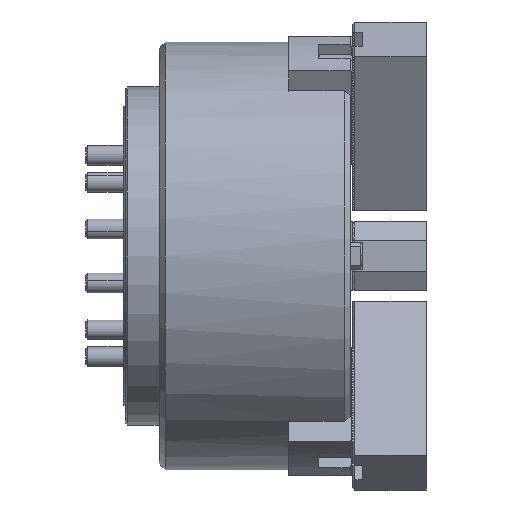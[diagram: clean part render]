
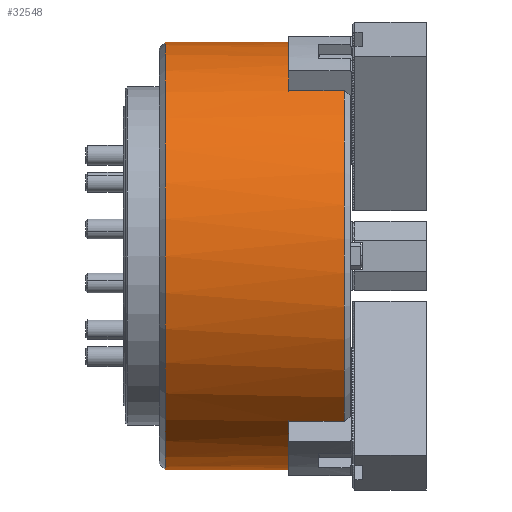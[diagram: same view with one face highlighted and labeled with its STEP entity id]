
A CAD part, front view. The second image highlights one B-rep face of the part: STEP entity #32548.
In plain terms, the highlighted cylindrical face has radius 107.5 mm (diameter 215 mm), a partial arc.
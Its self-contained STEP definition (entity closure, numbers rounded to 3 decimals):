
#454 = VERTEX_POINT ( 'NONE', #12069 ) ;
#1415 = CARTESIAN_POINT ( 'NONE',  ( 0., 0., 0. ) ) ;
#1763 = CARTESIAN_POINT ( 'NONE',  ( -93., 0., -107.5 ) ) ;
#2571 = CIRCLE ( 'NONE', #13307, 107.5 ) ;
#3343 = CIRCLE ( 'NONE', #23466, 107.5 ) ;
#3482 = VERTEX_POINT ( 'NONE', #17430 ) ;
#3692 = CARTESIAN_POINT ( 'NONE',  ( -3., 0., -107.5 ) ) ;
#4401 = EDGE_CURVE ( 'NONE', #454, #30853, #29853, .T. ) ;
#4962 = CARTESIAN_POINT ( 'NONE',  ( -31., -68.188, -83.106 ) ) ;
#5652 = VECTOR ( 'NONE', #18449, 1000. ) ;
#5776 = VECTOR ( 'NONE', #23708, 1000. ) ;
#5840 = VERTEX_POINT ( 'NONE', #17883 ) ;
#6747 = VERTEX_POINT ( 'NONE', #22964 ) ;
#6927 = CARTESIAN_POINT ( 'NONE',  ( -31., 0., 0. ) ) ;
#7492 = ORIENTED_EDGE ( 'NONE', *, *, #28775, .T. ) ;
#7977 = EDGE_CURVE ( 'NONE', #30853, #30164, #22876, .T. ) ;
#8063 = CARTESIAN_POINT ( 'NONE',  ( 0., -37.878, 100.606 ) ) ;
#8190 = DIRECTION ( 'NONE',  ( -1., 0., 0. ) ) ;
#8225 = EDGE_CURVE ( 'NONE', #3482, #30292, #40299, .T. ) ;
#9251 = LINE ( 'NONE', #13568, #15819 ) ;
#10200 = DIRECTION ( 'NONE',  ( 0., 1., 0. ) ) ;
#10397 = ORIENTED_EDGE ( 'NONE', *, *, #15404, .T. ) ;
#10562 = AXIS2_PLACEMENT_3D ( 'NONE', #27435, #27374, #27327 ) ;
#11048 = DIRECTION ( 'NONE',  ( 1., 0., 0. ) ) ;
#11216 = CARTESIAN_POINT ( 'NONE',  ( 0., -68.188, 83.106 ) ) ;
#11365 = CARTESIAN_POINT ( 'NONE',  ( 0., 0., -107.5 ) ) ;
#11673 = VECTOR ( 'NONE', #30542, 1000. ) ;
#11727 = ORIENTED_EDGE ( 'NONE', *, *, #29677, .F. ) ;
#11799 = CARTESIAN_POINT ( 'NONE',  ( -3., 0., 0. ) ) ;
#12069 = CARTESIAN_POINT ( 'NONE',  ( -31., -37.878, -100.606 ) ) ;
#12229 = FACE_OUTER_BOUND ( 'NONE', #23332, .T. ) ;
#13307 = AXIS2_PLACEMENT_3D ( 'NONE', #27463, #8190, #30669 ) ;
#13476 = CARTESIAN_POINT ( 'NONE',  ( -3., -68.188, 83.106 ) ) ;
#13568 = CARTESIAN_POINT ( 'NONE',  ( 0., 0., 107.5 ) ) ;
#14016 = EDGE_CURVE ( 'NONE', #32218, #6747, #37880, .T. ) ;
#14342 = LINE ( 'NONE', #11216, #37845 ) ;
#15032 = DIRECTION ( 'NONE',  ( 0., 0., -1. ) ) ;
#15404 = EDGE_CURVE ( 'NONE', #6747, #454, #16197, .T. ) ;
#15819 = VECTOR ( 'NONE', #39171, 1000. ) ;
#16197 = LINE ( 'NONE', #37624, #5652 ) ;
#16391 = EDGE_CURVE ( 'NONE', #30292, #32218, #36085, .T. ) ;
#16700 = EDGE_CURVE ( 'NONE', #30164, #29085, #21097, .T. ) ;
#17005 = ORIENTED_EDGE ( 'NONE', *, *, #40816, .T. ) ;
#17313 = CARTESIAN_POINT ( 'NONE',  ( -3., 0., 0. ) ) ;
#17430 = CARTESIAN_POINT ( 'NONE',  ( -93., 0., 107.5 ) ) ;
#17519 = DIRECTION ( 'NONE',  ( 0., 0., -1. ) ) ;
#17883 = CARTESIAN_POINT ( 'NONE',  ( -3., 0., 107.5 ) ) ;
#18449 = DIRECTION ( 'NONE',  ( -1., 0., 0. ) ) ;
#18497 = ORIENTED_EDGE ( 'NONE', *, *, #4401, .T. ) ;
#18666 = DIRECTION ( 'NONE',  ( 1., 0., 0. ) ) ;
#18780 = EDGE_CURVE ( 'NONE', #40815, #5840, #2571, .T. ) ;
#19200 = LINE ( 'NONE', #8063, #11673 ) ;
#20014 = EDGE_CURVE ( 'NONE', #36318, #40815, #19200, .T. ) ;
#20505 = CARTESIAN_POINT ( 'NONE',  ( 0., -68.188, -83.106 ) ) ;
#20528 = DIRECTION ( 'NONE',  ( 0., 0., -1. ) ) ;
#21097 = CIRCLE ( 'NONE', #29848, 107.5 ) ;
#21233 = ORIENTED_EDGE ( 'NONE', *, *, #14016, .T. ) ;
#22876 = LINE ( 'NONE', #20505, #5776 ) ;
#22964 = CARTESIAN_POINT ( 'NONE',  ( -3., -37.878, -100.606 ) ) ;
#23332 = EDGE_LOOP ( 'NONE', ( #11727, #23881, #29888, #21233, #10397, #18497, #37497, #39169, #7492, #17005, #27318, #36149 ) ) ;
#23466 = AXIS2_PLACEMENT_3D ( 'NONE', #6927, #29441, #10200 ) ;
#23627 = VERTEX_POINT ( 'NONE', #23632 ) ;
#23632 = CARTESIAN_POINT ( 'NONE',  ( -31., -68.188, 83.106 ) ) ;
#23708 = DIRECTION ( 'NONE',  ( 1., 0., 0. ) ) ;
#23881 = ORIENTED_EDGE ( 'NONE', *, *, #8225, .T. ) ;
#24234 = DIRECTION ( 'NONE',  ( -1., 0., 0. ) ) ;
#27318 = ORIENTED_EDGE ( 'NONE', *, *, #20014, .T. ) ;
#27327 = DIRECTION ( 'NONE',  ( 0., 1., 0. ) ) ;
#27374 = DIRECTION ( 'NONE',  ( -1., 0., 0. ) ) ;
#27435 = CARTESIAN_POINT ( 'NONE',  ( -31., 0., 0. ) ) ;
#27463 = CARTESIAN_POINT ( 'NONE',  ( -3., 0., 0. ) ) ;
#28569 = VECTOR ( 'NONE', #33759, 1000. ) ;
#28775 = EDGE_CURVE ( 'NONE', #29085, #23627, #14342, .T. ) ;
#29085 = VERTEX_POINT ( 'NONE', #13476 ) ;
#29441 = DIRECTION ( 'NONE',  ( -1., 0., 0. ) ) ;
#29677 = EDGE_CURVE ( 'NONE', #3482, #5840, #9251, .T. ) ;
#29848 = AXIS2_PLACEMENT_3D ( 'NONE', #11799, #34181, #15032 ) ;
#29853 = CIRCLE ( 'NONE', #10562, 107.5 ) ;
#29888 = ORIENTED_EDGE ( 'NONE', *, *, #16391, .T. ) ;
#30034 = CARTESIAN_POINT ( 'NONE',  ( -3., -68.188, -83.106 ) ) ;
#30164 = VERTEX_POINT ( 'NONE', #30034 ) ;
#30292 = VERTEX_POINT ( 'NONE', #1763 ) ;
#30542 = DIRECTION ( 'NONE',  ( 1., 0., 0. ) ) ;
#30669 = DIRECTION ( 'NONE',  ( 0., 0., -1. ) ) ;
#30853 = VERTEX_POINT ( 'NONE', #4962 ) ;
#31294 = AXIS2_PLACEMENT_3D ( 'NONE', #1415, #11048, #17519 ) ;
#32218 = VERTEX_POINT ( 'NONE', #3692 ) ;
#32548 = ADVANCED_FACE ( 'NONE', ( #12229 ), #34184, .T. ) ;
#32917 = AXIS2_PLACEMENT_3D ( 'NONE', #17313, #39681, #20528 ) ;
#33759 = DIRECTION ( 'NONE',  ( 1., 0., 0. ) ) ;
#34181 = DIRECTION ( 'NONE',  ( -1., 0., 0. ) ) ;
#34184 = CYLINDRICAL_SURFACE ( 'NONE', #31294, 107.5 ) ;
#36085 = LINE ( 'NONE', #11365, #28569 ) ;
#36149 = ORIENTED_EDGE ( 'NONE', *, *, #18780, .T. ) ;
#36318 = VERTEX_POINT ( 'NONE', #41254 ) ;
#37497 = ORIENTED_EDGE ( 'NONE', *, *, #7977, .T. ) ;
#37624 = CARTESIAN_POINT ( 'NONE',  ( 0., -37.878, -100.606 ) ) ;
#37829 = CARTESIAN_POINT ( 'NONE',  ( -93., 0., 0. ) ) ;
#37845 = VECTOR ( 'NONE', #24234, 1000. ) ;
#37880 = CIRCLE ( 'NONE', #32917, 107.5 ) ;
#38815 = CARTESIAN_POINT ( 'NONE',  ( -3., -37.878, 100.606 ) ) ;
#39169 = ORIENTED_EDGE ( 'NONE', *, *, #16700, .T. ) ;
#39171 = DIRECTION ( 'NONE',  ( 1., 0., 0. ) ) ;
#39681 = DIRECTION ( 'NONE',  ( -1., 0., 0. ) ) ;
#40299 = CIRCLE ( 'NONE', #40517, 107.5 ) ;
#40517 = AXIS2_PLACEMENT_3D ( 'NONE', #37829, #18666, #41018 ) ;
#40815 = VERTEX_POINT ( 'NONE', #38815 ) ;
#40816 = EDGE_CURVE ( 'NONE', #23627, #36318, #3343, .T. ) ;
#41018 = DIRECTION ( 'NONE',  ( 0., 0., 1. ) ) ;
#41254 = CARTESIAN_POINT ( 'NONE',  ( -31., -37.878, 100.606 ) ) ;
